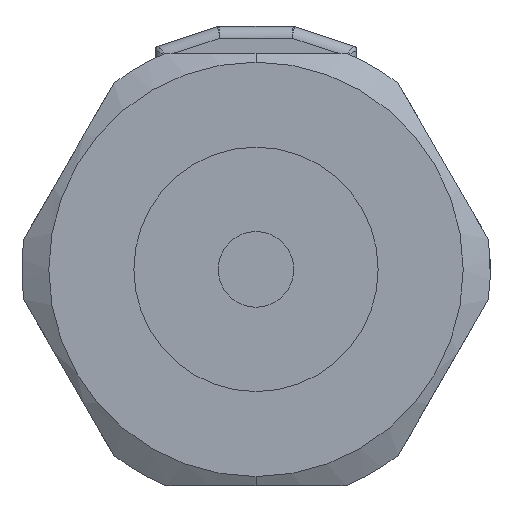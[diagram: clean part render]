
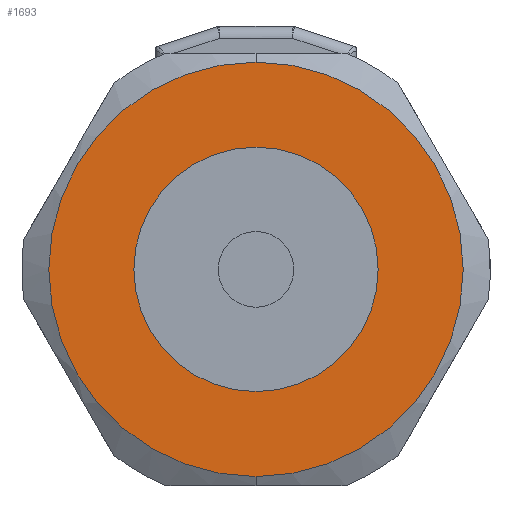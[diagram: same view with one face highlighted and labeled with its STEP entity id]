
A CAD part, front view. The second image highlights one B-rep face of the part: STEP entity #1693.
In plain terms, the highlighted planar face has unit normal (0, -1, 0).
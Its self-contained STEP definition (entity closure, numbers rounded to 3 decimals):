
#1693=ADVANCED_FACE('',(#3437,#3438),#3439,.T.);
#3437=FACE_BOUND('',#5821,.T.);
#3438=FACE_OUTER_BOUND('',#5822,.T.);
#3439=PLANE('',#5823);
#5821=EDGE_LOOP('',(#11065,#11066));
#5822=EDGE_LOOP('',(#11067,#11068));
#5823=AXIS2_PLACEMENT_3D('',#11069,#11070,#11071);
#11065=ORIENTED_EDGE('',*,*,#13247,.T.);
#11066=ORIENTED_EDGE('',*,*,#11271,.T.);
#11067=ORIENTED_EDGE('',*,*,#11260,.T.);
#11068=ORIENTED_EDGE('',*,*,#13249,.T.);
#11069=CARTESIAN_POINT('',(5.5,-8.7,0.0));
#11070=DIRECTION('',(0.0,-1.0,0.0));
#11071=DIRECTION('',(0.0,0.0,-1.0));
#11260=EDGE_CURVE('',#13330,#13327,#13331,.T.);
#11271=EDGE_CURVE('',#13351,#13348,#13352,.T.);
#13247=EDGE_CURVE('',#13348,#13351,#16212,.T.);
#13249=EDGE_CURVE('',#13327,#13330,#16214,.T.);
#13327=VERTEX_POINT('',#16314);
#13330=VERTEX_POINT('',#16318);
#13331=CIRCLE('',#16319,11.5);
#13348=VERTEX_POINT('',#16357);
#13351=VERTEX_POINT('',#16360);
#13352=CIRCLE('',#16361,6.5);
#16212=CIRCLE('',#23074,6.5);
#16214=CIRCLE('',#23076,11.5);
#16314=CARTESIAN_POINT('',(0.,-8.7,11.5));
#16318=CARTESIAN_POINT('',(0.,-8.7,-11.5));
#16319=AXIS2_PLACEMENT_3D('',#23244,#23245,#23246);
#16357=CARTESIAN_POINT('',(0.,-8.7,-6.5));
#16360=CARTESIAN_POINT('',(0.,-8.7,6.5));
#16361=AXIS2_PLACEMENT_3D('',#23260,#23261,#23262);
#23074=AXIS2_PLACEMENT_3D('',#25358,#25359,#25360);
#23076=AXIS2_PLACEMENT_3D('',#25361,#25362,#25363);
#23244=CARTESIAN_POINT('',(0.,-8.7,0.0));
#23245=DIRECTION('',(0.0,-1.0,0.0));
#23246=DIRECTION('',(0.0,0.0,-1.0));
#23260=CARTESIAN_POINT('',(0.,-8.7,0.0));
#23261=DIRECTION('',(0.0,1.0,0.0));
#23262=DIRECTION('',(0.0,0.0,-1.0));
#25358=CARTESIAN_POINT('',(0.,-8.7,0.0));
#25359=DIRECTION('',(0.0,1.0,0.0));
#25360=DIRECTION('',(0.0,0.0,-1.0));
#25361=CARTESIAN_POINT('',(0.,-8.7,0.0));
#25362=DIRECTION('',(0.0,-1.0,0.0));
#25363=DIRECTION('',(0.0,0.0,-1.0));
